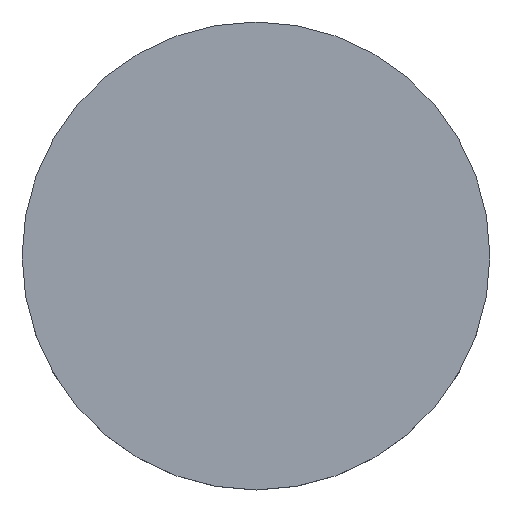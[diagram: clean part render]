
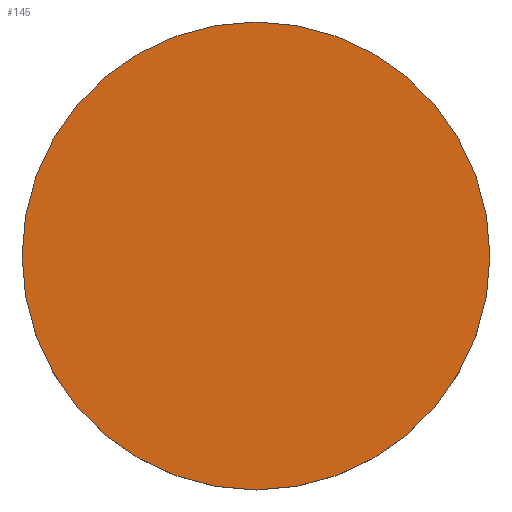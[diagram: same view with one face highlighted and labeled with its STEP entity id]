
A CAD part, top view. The second image highlights one B-rep face of the part: STEP entity #145.
In plain terms, the highlighted planar face has unit normal (0, 0, 1).
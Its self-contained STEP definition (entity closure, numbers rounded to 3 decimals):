
#23=PLANE('',#187);
#34=FACE_OUTER_BOUND('',#48,.T.);
#48=EDGE_LOOP('',(#127));
#70=CIRCLE('',#184,11.);
#81=VERTEX_POINT('',#270);
#96=EDGE_CURVE('',#81,#81,#70,.T.);
#127=ORIENTED_EDGE('',*,*,#96,.T.);
#145=ADVANCED_FACE('',(#34),#23,.T.);
#184=AXIS2_PLACEMENT_3D('',#272,#229,#230);
#187=AXIS2_PLACEMENT_3D('',#277,#236,#237);
#229=DIRECTION('center_axis',(0.,0.,1.));
#230=DIRECTION('ref_axis',(-1.,0.,0.));
#236=DIRECTION('center_axis',(0.,0.,1.));
#237=DIRECTION('ref_axis',(1.,0.,0.));
#270=CARTESIAN_POINT('',(11.,0.,17.));
#272=CARTESIAN_POINT('Origin',(0.,0.,17.));
#277=CARTESIAN_POINT('Origin',(0.,0.,17.));
